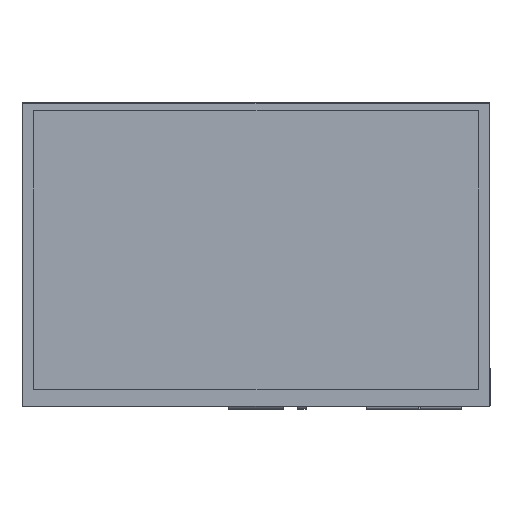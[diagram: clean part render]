
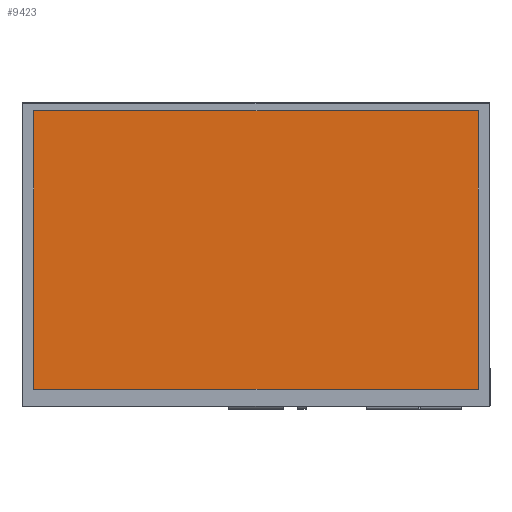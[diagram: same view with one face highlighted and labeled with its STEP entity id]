
A CAD part, top view. The second image highlights one B-rep face of the part: STEP entity #9423.
In plain terms, the highlighted planar face has unit normal (0, 0, 1).
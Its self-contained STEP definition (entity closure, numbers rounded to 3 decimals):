
#592=FACE_OUTER_BOUND('',#1093,.T.);
#1093=EDGE_LOOP('',(#6416,#6417,#6418,#6419));
#1626=LINE('',#13366,#2852);
#1630=LINE('',#13374,#2856);
#1633=LINE('',#13380,#2859);
#1636=LINE('',#13385,#2862);
#2852=VECTOR('',#10892,10.);
#2856=VECTOR('',#10898,10.);
#2859=VECTOR('',#10903,10.);
#2862=VECTOR('',#10908,10.);
#4066=VERTEX_POINT('',#13364);
#4067=VERTEX_POINT('',#13365);
#4070=VERTEX_POINT('',#13373);
#4072=VERTEX_POINT('',#13379);
#4980=EDGE_CURVE('',#4066,#4067,#1626,.T.);
#4984=EDGE_CURVE('',#4070,#4066,#1630,.T.);
#4987=EDGE_CURVE('',#4072,#4070,#1633,.T.);
#4990=EDGE_CURVE('',#4067,#4072,#1636,.T.);
#6416=ORIENTED_EDGE('',*,*,#4990,.F.);
#6417=ORIENTED_EDGE('',*,*,#4980,.F.);
#6418=ORIENTED_EDGE('',*,*,#4984,.F.);
#6419=ORIENTED_EDGE('',*,*,#4987,.F.);
#8979=PLANE('',#10166);
#9423=ADVANCED_FACE('',(#592),#8979,.T.);
#10166=AXIS2_PLACEMENT_3D('',#13388,#10912,#10913);
#10892=DIRECTION('',(0.,1.,0.));
#10898=DIRECTION('',(-1.,0.,0.));
#10903=DIRECTION('',(0.,-1.,0.));
#10908=DIRECTION('',(1.,0.,0.));
#10912=DIRECTION('center_axis',(0.,0.,1.));
#10913=DIRECTION('ref_axis',(1.,0.,0.));
#13364=CARTESIAN_POINT('',(32.395,26.505,1.1));
#13365=CARTESIAN_POINT('',(32.395,163.105,1.1));
#13366=CARTESIAN_POINT('',(32.395,26.505,1.1));
#13373=CARTESIAN_POINT('',(250.355,26.505,1.1));
#13374=CARTESIAN_POINT('',(250.355,26.505,1.1));
#13379=CARTESIAN_POINT('',(250.355,163.105,1.1));
#13380=CARTESIAN_POINT('',(250.355,163.105,1.1));
#13385=CARTESIAN_POINT('',(32.395,163.105,1.1));
#13388=CARTESIAN_POINT('Origin',(141.375,94.805,1.1));
